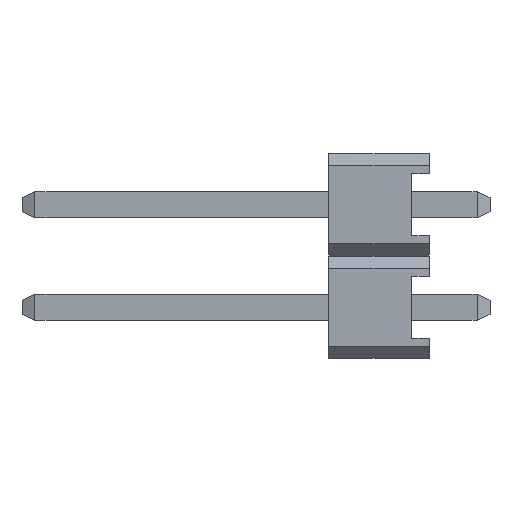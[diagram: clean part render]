
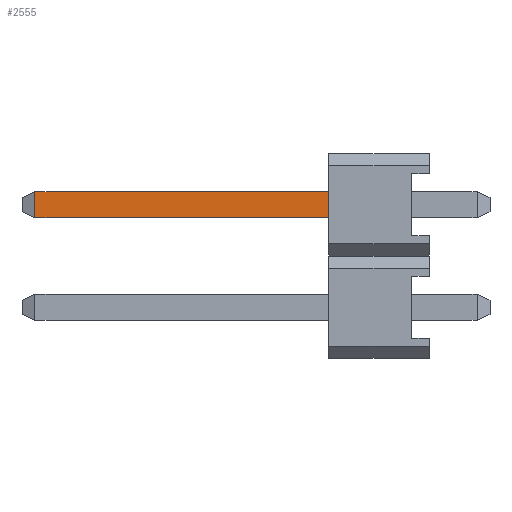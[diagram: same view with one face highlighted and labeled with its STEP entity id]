
A CAD part, left-side view. The second image highlights one B-rep face of the part: STEP entity #2555.
In plain terms, the highlighted planar face has unit normal (-1, 0, 0).
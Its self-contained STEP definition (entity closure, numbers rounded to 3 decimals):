
#242 = EDGE_CURVE ( 'NONE', #294, #299, #4849, .T. ) ;
#294 = VERTEX_POINT ( 'NONE', #4864 ) ;
#299 = VERTEX_POINT ( 'NONE', #5027 ) ;
#2323 = FACE_OUTER_BOUND ( 'NONE', #2560, .T. ) ;
#2338 = DIRECTION ( 'NONE',  ( 0., -1., 0. ) ) ;
#2339 = VECTOR ( 'NONE', #2338, 1000. ) ;
#2340 = CARTESIAN_POINT ( 'NONE',  ( -0.325, 10.1, -0.325 ) ) ;
#2341 = LINE ( 'NONE', #2340, #2339 ) ;
#2342 = DIRECTION ( 'NONE',  ( 0., 0., -1. ) ) ;
#2343 = VECTOR ( 'NONE', #2342, 1000. ) ;
#2344 = CARTESIAN_POINT ( 'NONE',  ( -0.325, 9.778, 0.325 ) ) ;
#2345 = LINE ( 'NONE', #2344, #2343 ) ;
#2390 = DIRECTION ( 'NONE',  ( 0., 0., -1. ) ) ;
#2391 = DIRECTION ( 'NONE',  ( 1., 0., 0. ) ) ;
#2392 = CARTESIAN_POINT ( 'NONE',  ( -0.325, 10.1, 0.325 ) ) ;
#2393 = AXIS2_PLACEMENT_3D ( 'NONE', #2392, #2391, #2390 ) ;
#2394 = PLANE ( 'NONE',  #2393 ) ;
#2462 = CARTESIAN_POINT ( 'NONE',  ( -0.325, 9.778, 0.325 ) ) ;
#2463 = DIRECTION ( 'NONE',  ( 0., -1., 0. ) ) ;
#2464 = VECTOR ( 'NONE', #2463, 1000. ) ;
#2465 = CARTESIAN_POINT ( 'NONE',  ( -0.325, 10.1, 0.325 ) ) ;
#2466 = LINE ( 'NONE', #2465, #2464 ) ;
#2521 = EDGE_CURVE ( 'NONE', #2532, #2630, #2345, .T. ) ;
#2522 = ORIENTED_EDGE ( 'NONE', *, *, #2523, .T. ) ;
#2523 = EDGE_CURVE ( 'NONE', #2630, #294, #2341, .T. ) ;
#2524 = ORIENTED_EDGE ( 'NONE', *, *, #242, .T. ) ;
#2530 = ORIENTED_EDGE ( 'NONE', *, *, #2531, .F. ) ;
#2531 = EDGE_CURVE ( 'NONE', #2532, #299, #2466, .T. ) ;
#2532 = VERTEX_POINT ( 'NONE', #2462 ) ;
#2533 = ORIENTED_EDGE ( 'NONE', *, *, #2521, .T. ) ;
#2555 = ADVANCED_FACE ( 'NONE', ( #2323 ), #2394, .F. ) ;
#2560 = EDGE_LOOP ( 'NONE', ( #2530, #2533, #2522, #2524 ) ) ;
#2630 = VERTEX_POINT ( 'NONE', #3270 ) ;
#3270 = CARTESIAN_POINT ( 'NONE',  ( -0.325, 9.778, -0.325 ) ) ;
#4846 = DIRECTION ( 'NONE',  ( 0., 0., 1. ) ) ;
#4847 = VECTOR ( 'NONE', #4846, 1000. ) ;
#4848 = CARTESIAN_POINT ( 'NONE',  ( -0.325, 2.5, 1.27 ) ) ;
#4849 = LINE ( 'NONE', #4848, #4847 ) ;
#4864 = CARTESIAN_POINT ( 'NONE',  ( -0.325, 2.5, -0.325 ) ) ;
#5027 = CARTESIAN_POINT ( 'NONE',  ( -0.325, 2.5, 0.325 ) ) ;
